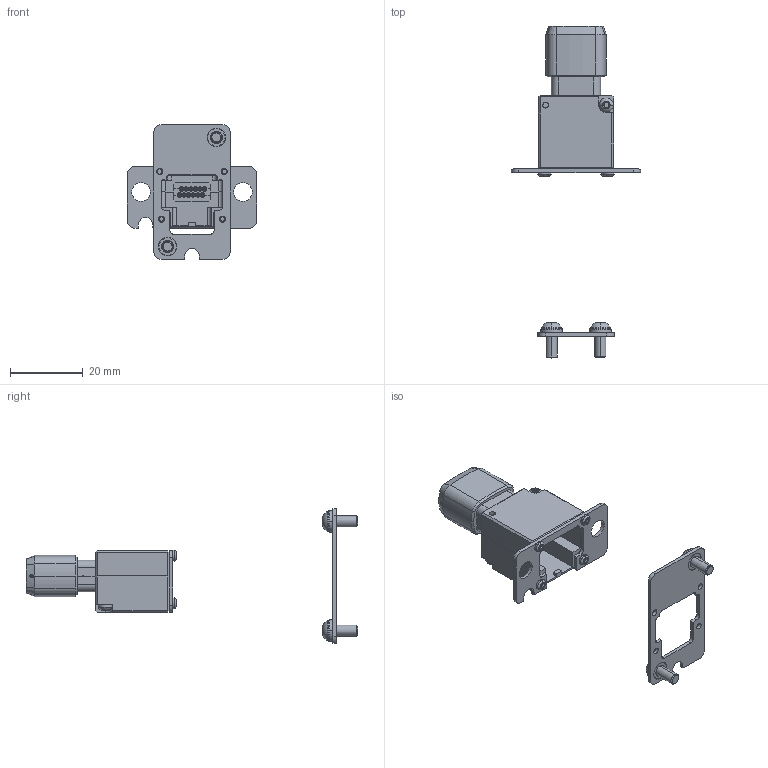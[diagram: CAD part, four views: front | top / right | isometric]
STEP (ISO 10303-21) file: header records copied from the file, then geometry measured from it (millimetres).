
FILE_DESCRIPTION (( 'STEP AP214' ), '1' );
FILE_NAME ('INGUN_116018.STEP', '2025-07-16T14:10:18', ( '' ), ( '' ), 'SwSTEP 2.0', 'SolidWorks 2023', '' );
FILE_SCHEMA (( 'AUTOMOTIVE_DESIGN' ));
Length unit declared in the file: millimetre
Products named in the file (1): INGUN_116018
Bounding box: 35.5 x 91.2 x 37 mm (x, y, z)
Volume: 8291.5 mm3; surface area: 7568.9 mm2
Topology: 11 solids, 15 shells, 940 faces, 2385 edges, 1456 vertices
Faces by surface type: cylinder 444, plane 280, cone 152, torus 40, sphere 24
Entity records: 38581 total; most frequent: DIRECTION 5311, CARTESIAN_POINT 4883, ORIENTED_EDGE 4642, EDGE_CURVE 2321, AXIS2_PLACEMENT_3D 2084, VERTEX_POINT 1456, LINE 1143, CIRCLE 1143
